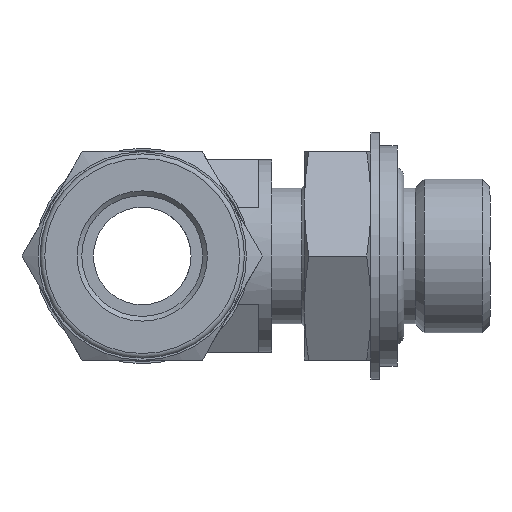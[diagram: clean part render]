
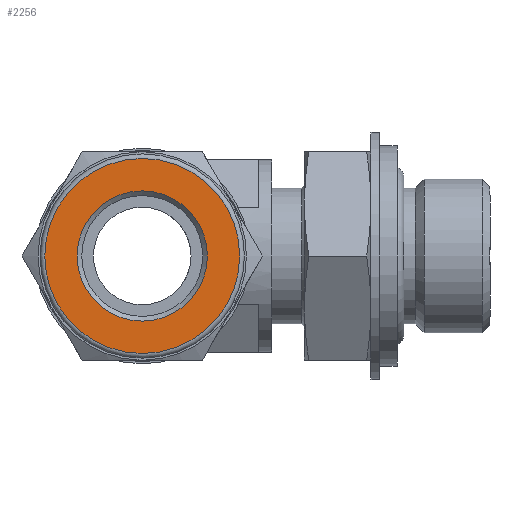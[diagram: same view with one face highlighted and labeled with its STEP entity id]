
A CAD part, left-side view. The second image highlights one B-rep face of the part: STEP entity #2256.
In plain terms, the highlighted planar face has unit normal (-1, 0, 0).
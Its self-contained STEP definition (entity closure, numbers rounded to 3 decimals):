
#118=FACE_BOUND('',#464,.T.);
#183=CIRCLE('',#2474,6.95);
#184=CIRCLE('',#2476,10.4);
#308=FACE_OUTER_BOUND('',#463,.T.);
#463=EDGE_LOOP('',(#1713));
#464=EDGE_LOOP('',(#1714));
#997=VERTEX_POINT('',#3685);
#998=VERTEX_POINT('',#3689);
#1257=EDGE_CURVE('',#997,#997,#183,.T.);
#1258=EDGE_CURVE('',#998,#998,#184,.T.);
#1713=ORIENTED_EDGE('',*,*,#1258,.F.);
#1714=ORIENTED_EDGE('',*,*,#1257,.T.);
#2154=PLANE('',#2475);
#2256=ADVANCED_FACE('',(#308,#118),#2154,.T.);
#2474=AXIS2_PLACEMENT_3D('',#3687,#2907,#2908);
#2475=AXIS2_PLACEMENT_3D('',#3688,#2909,#2910);
#2476=AXIS2_PLACEMENT_3D('',#3690,#2911,#2912);
#2907=DIRECTION('center_axis',(1.,0.,0.));
#2908=DIRECTION('ref_axis',(0.,0.,-1.));
#2909=DIRECTION('center_axis',(-1.,0.,0.));
#2910=DIRECTION('ref_axis',(0.,0.,1.));
#2911=DIRECTION('center_axis',(1.,0.,0.));
#2912=DIRECTION('ref_axis',(0.,0.,-1.));
#3685=CARTESIAN_POINT('',(-36.101,-6.95,0.));
#3687=CARTESIAN_POINT('Origin',(-36.101,0.,
0.));
#3688=CARTESIAN_POINT('Origin',(-36.101,10.4,0.));
#3689=CARTESIAN_POINT('',(-36.101,0.,10.4));
#3690=CARTESIAN_POINT('Origin',(-36.101,0.,
0.));
